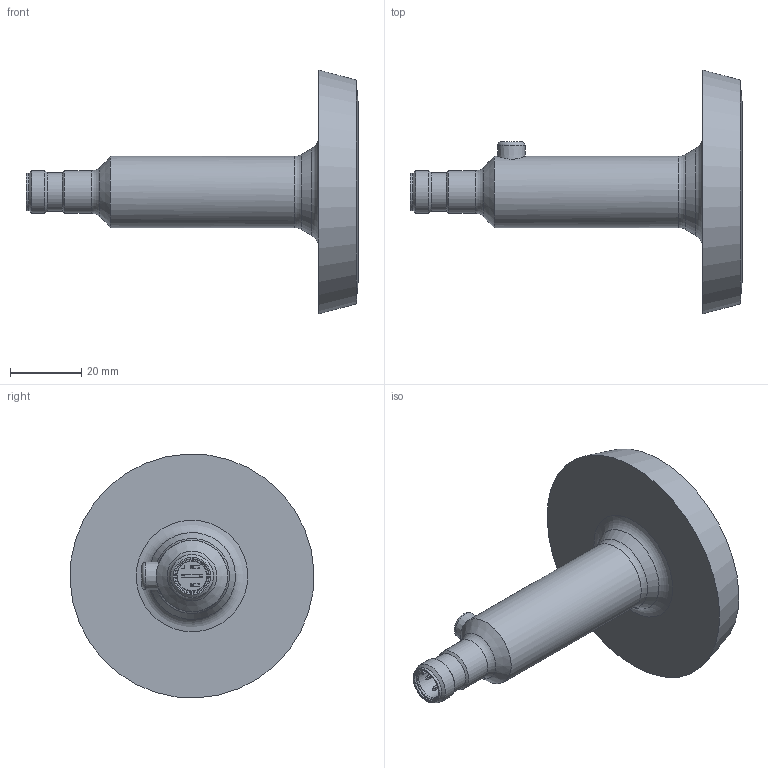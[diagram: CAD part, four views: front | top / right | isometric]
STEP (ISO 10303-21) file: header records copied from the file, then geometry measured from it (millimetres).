
FILE_DESCRIPTION( ( 'STEP for Baumer WEB' ), '1' );
FILE_NAME( 'PP20H-2.xxxxx.A114.662020.000.stp', '21.1.2019', ( 'bod' ), ( 'Baumer Electric AG, CH-8501 Frauenfeld' ), 'PSStep 19.0.9', 'SolidEdge ST9', ' ' );
FILE_SCHEMA( ( 'AUTOMOTIVE_DESIGN { 1 0 10303 214 1 1 1 1 }' ) );
Length unit declared in the file: millimetre
Products named in the file (1): Back-End_lang_PP20H_A114
Bounding box: 93.2 x 68.43 x 68.43 mm (x, y, z)
Volume: 58544.6 mm3; surface area: 13844.6 mm2
Topology: 1 solids, 1 shells, 106 faces, 280 edges, 183 vertices
Faces by surface type: plane 65, cylinder 27, cone 10, torus 4
Full cylindrical faces by diameter (mm): 9.445 x1, 10.47 x1, 10.8 x1, 12 x2, 20 x1, 21 x1
Entity records: 4002 total; most frequent: CARTESIAN_POINT 591, DIRECTION 536, ORIENTED_EDGE 498, EDGE_CURVE 249, AXIS2_PLACEMENT_3D 181, VERTEX_POINT 174, LINE 174, VECTOR 174
